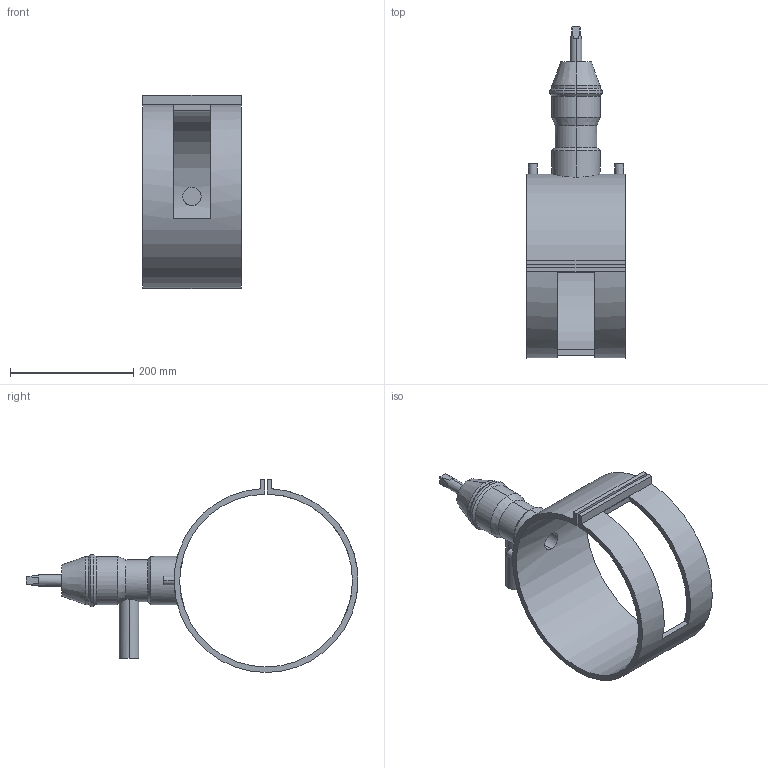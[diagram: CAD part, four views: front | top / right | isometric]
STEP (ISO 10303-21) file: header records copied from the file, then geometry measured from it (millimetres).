
FILE_DESCRIPTION (( 'STEP AP203' ), '1' );
FILE_NAME ('Ef Tapping Valve_001 117 2072 0330 - 280.step', '2020-02-04T12:06:00', ( '' ), ( '' ), 'SwSTEP 2.0', 'SolidWorks 2019', '' );
FILE_SCHEMA (( 'CONFIG_CONTROL_DESIGN' ));
Length unit declared in the file: millimetre
Products named in the file (1): Ef Tapping Valve_001 117 2072 0330 - 280
Bounding box: 160 x 537.93 x 312.73 mm (x, y, z)
Volume: 1899054.3 mm3; surface area: 372675.3 mm2
Topology: 1 solids, 1 shells, 76 faces, 177 edges, 111 vertices
Faces by surface type: cylinder 34, plane 28, cone 14
Entity records: 3064 total; most frequent: CARTESIAN_POINT 1269, DIRECTION 355, ORIENTED_EDGE 354, EDGE_CURVE 177, AXIS2_PLACEMENT_3D 135, VERTEX_POINT 111, EDGE_LOOP 88, LINE 85
